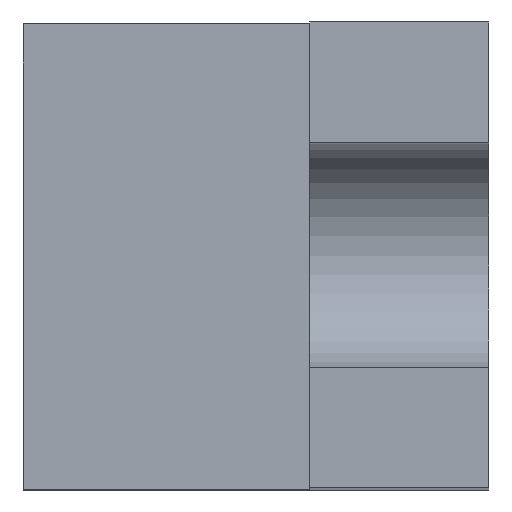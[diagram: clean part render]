
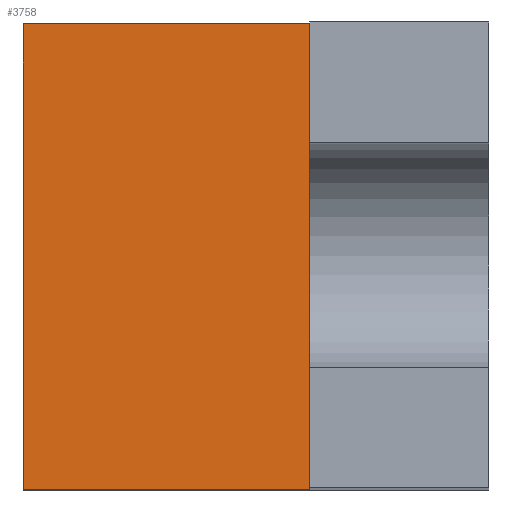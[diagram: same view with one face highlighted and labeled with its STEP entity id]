
A CAD part, top view. The second image highlights one B-rep face of the part: STEP entity #3758.
In plain terms, the highlighted planar face has unit normal (0, 0, 1).
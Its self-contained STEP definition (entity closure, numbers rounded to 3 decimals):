
#57=ORIENTED_EDGE('',*,*,#1096,.F.);
#58=ORIENTED_EDGE('',*,*,#1099,.F.);
#59=ORIENTED_EDGE('',*,*,#1090,.T.);
#60=ORIENTED_EDGE('',*,*,#1111,.T.);
#1090=EDGE_CURVE('',#1621,#1620,#1940,.T.);
#1096=EDGE_CURVE('',#1626,#1627,#1945,.T.);
#1099=EDGE_CURVE('',#1621,#1626,#1948,.T.);
#1111=EDGE_CURVE('',#1620,#1627,#1959,.T.);
#1620=VERTEX_POINT('',#5263);
#1621=VERTEX_POINT('',#5265);
#1626=VERTEX_POINT('',#5276);
#1627=VERTEX_POINT('',#5278);
#1940=LINE('',#5264,#2468);
#1945=LINE('',#5277,#2473);
#1948=LINE('',#5283,#2476);
#1959=LINE('',#5306,#2487);
#2468=VECTOR('',#4252,1000.);
#2473=VECTOR('',#4261,1000.);
#2476=VECTOR('',#4266,1000.);
#2487=VECTOR('',#4285,1000.);
#2998=EDGE_LOOP('',(#57,#58,#59,#60));
#3260=FACE_BOUND('',#2998,.T.);
#3522=PLANE('',#4012);
#3758=ADVANCED_FACE('',(#3260),#3522,.T.);
#4012=AXIS2_PLACEMENT_3D('',#5305,#4283,#4284);
#4252=DIRECTION('',(-1.,0.,0.));
#4261=DIRECTION('',(-1.,0.,0.));
#4266=DIRECTION('',(0.,-1.,0.));
#4283=DIRECTION('',(0.,0.,1.));
#4284=DIRECTION('',(1.,0.,0.));
#4285=DIRECTION('',(0.,-1.,0.));
#5263=CARTESIAN_POINT('',(-6.5,1.5,-13.));
#5264=CARTESIAN_POINT('',(6.5,1.5,-13.));
#5265=CARTESIAN_POINT('',(6.5,1.5,-13.));
#5276=CARTESIAN_POINT('',(6.5,-6.5,-13.));
#5277=CARTESIAN_POINT('',(6.5,-6.5,-13.));
#5278=CARTESIAN_POINT('',(-6.5,-6.5,-13.));
#5283=CARTESIAN_POINT('',(6.5,1.5,-13.));
#5305=CARTESIAN_POINT('',(6.5,1.5,-13.));
#5306=CARTESIAN_POINT('',(-6.5,1.5,-13.));
